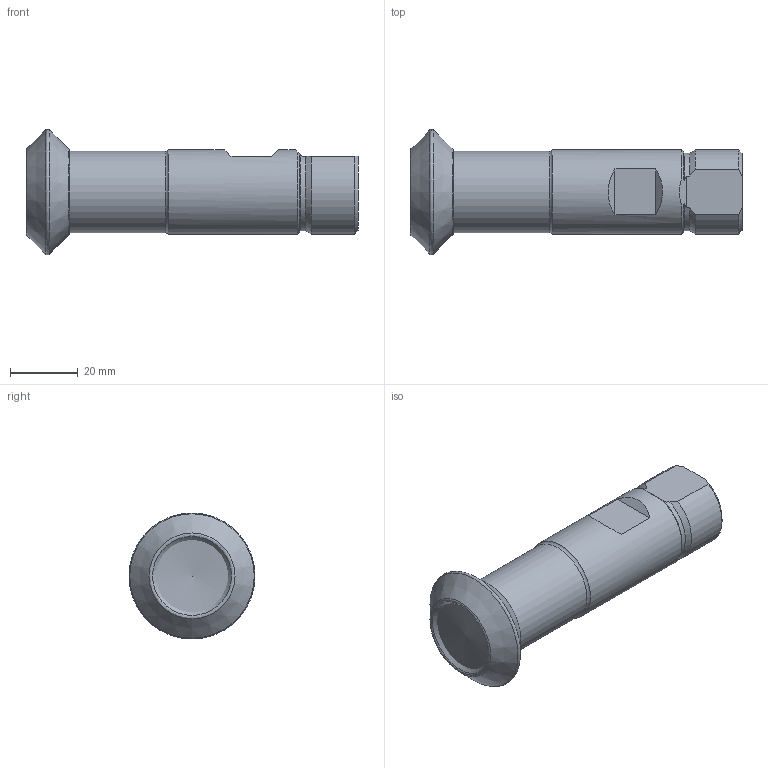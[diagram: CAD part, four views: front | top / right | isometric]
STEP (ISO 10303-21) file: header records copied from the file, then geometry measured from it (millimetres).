
FILE_DESCRIPTION(/* description */ (''),/* implementation_level */ '2;1');
FILE_NAME(/* name */ '25N3R042B25-SSD09-A.stp',/* time_stamp */ '2020-02-07T08:30:37+01:00',/* author */ (''),/* organization */ (''),/* preprocessor_version */ 'ST-DEVELOPER v16.7',/* originating_system */ 'SIEMENS PLM Software NX 12.0',/* authorisation */ '');
FILE_SCHEMA (('AUTOMOTIVE_DESIGN { 1 0 10303 214 3 1 1 1 }'));
Length unit declared in the file: millimetre
Products named in the file (1): pp07321CEE9Eben2
Bounding box: 98.02 x 37.19 x 37.18 mm (x, y, z)
Volume: 54899.9 mm3; surface area: 11880.1 mm2
Topology: 2 solids, 2 shells, 28 faces, 66 edges, 40 vertices
Faces by surface type: cone 9, revolution 6, plane 6, cylinder 5, torus 2
Full cylindrical faces by diameter (mm): 24 x1, 25 x1, 35.132 x1
Entity records: 801 total; most frequent: CARTESIAN_POINT 200, DIRECTION 118, ORIENTED_EDGE 90, AXIS2_PLACEMENT_3D 50, EDGE_CURVE 45, EDGE_LOOP 44, VERTEX_POINT 36, FACE_BOUND 33
